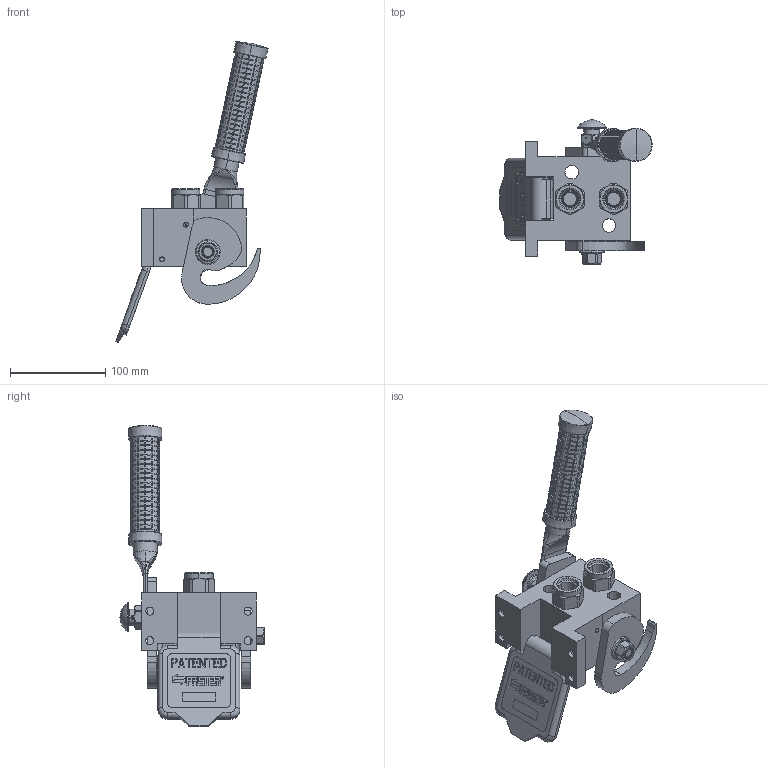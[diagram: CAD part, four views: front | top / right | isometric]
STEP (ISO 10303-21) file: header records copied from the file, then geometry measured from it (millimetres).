
FILE_DESCRIPTION (( 'STEP AP214' ), '1' );
FILE_NAME ('FASTER.step', '2026-02-17T07:08:21', ( '' ), ( '' ), 'SwSTEP 2.0', 'SolidWorks 2017', '' );
FILE_SCHEMA (( 'AUTOMOTIVE_DESIGN' ));
Length unit declared in the file: millimetre
Products named in the file (28): P208_F_BASE; A_2ffnb1271_12gf; 4820_024_1001_020; 1540_080_0012_000; et011; 4820_024_1003_000; 0048_042_0412_000; 4820_001_0001_004; or2x18; 4830_025_0000_001; 4820_024_1001_021; 4340_014_0000_000; 4850_024_0000_012; 4820_024_1001_010; 4820_024_1003_000_ASM; 4820_001_0004_000; 2ffnb1271_12gf; 4820_020_1000_021; 4142_072_1000_300; 4820_024_1002_011; 4830_001_0005_300; sicura_p5; FASTER; 4830_025_2000_000; 4830_001_0005_301; or1_5x7_m; curs_molla_12
Assembly tree (29 placements, depth 4):
  FASTER
    P208_F_BASE
      4820_020_1000_021
      4830_001_0005_301
      4830_001_0005_300
      4820_001_0001_004
      4820_001_0004_000
    A_2ffnb1271_12gf  x2
      curs_molla_12
        4340_014_0000_000
        4142_072_1000_300
      2ffnb1271_12gf
        2ffnb1271_12gf
    4820_024_1003_000
      4820_024_1003_000_ASM
        4820_024_1001_010
        4820_024_1001_021
        4820_024_1002_011
      sicura_p5
        4830_025_0000_001
        or1_5x7_m
        0048_042_0412_000
      4820_024_1001_020
      1540_080_0012_000
      4850_024_0000_012
      4830_025_2000_000
      or2x18  x2
    et011
Bounding box: 159.85 x 151.03 x 315.76 mm (x, y, z)
Volume: 177490.7 mm3; surface area: 234704.6 mm2
Topology: 26 solids, 48 shells, 4157 faces, 11229 edges, 7227 vertices
Faces by surface type: plane 1800, cylinder 1525, torus 426, cone 216, bspline 148, sphere 42
Entity records: 175990 total; most frequent: CARTESIAN_POINT 78742, ORIENTED_EDGE 20782, DIRECTION 17367, EDGE_CURVE 10467, VERTEX_POINT 6758, LINE 6099, VECTOR 6099, AXIS2_PLACEMENT_3D 5634
